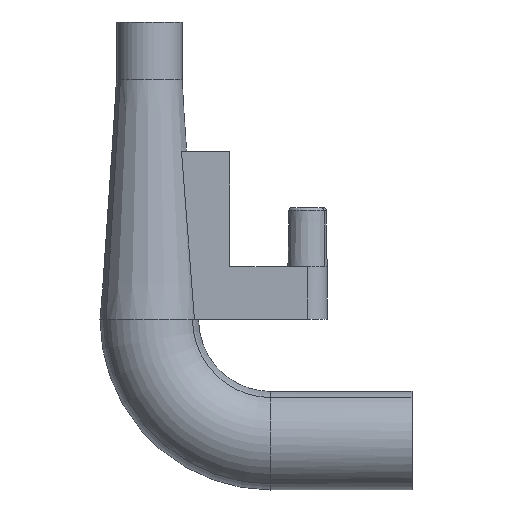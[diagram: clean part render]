
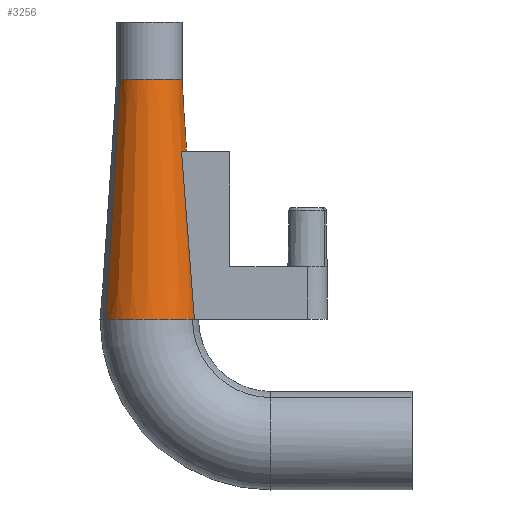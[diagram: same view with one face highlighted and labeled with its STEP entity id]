
A CAD part, left-side view. The second image highlights one B-rep face of the part: STEP entity #3256.
In plain terms, the highlighted conical face has half-angle 3.918 degrees and reference radius 1 mm.
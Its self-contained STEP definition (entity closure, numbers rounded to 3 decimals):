
#3139=AXIS2_PLACEMENT_3D('Circle Axis2P3D',#3137,#3138,$) ;
#3176=AXIS2_PLACEMENT_3D('Cone Axis2P3D',#3173,#3174,#3175) ;
#3222=AXIS2_PLACEMENT_3D('Circle Axis2P3D',#3220,#3221,$) ;
#3229=AXIS2_PLACEMENT_3D('Circle Axis2P3D',#3227,#3228,$) ;
#3244=AXIS2_PLACEMENT_3D('Circle Axis2P3D',#3242,#3243,$) ;
#3134=CARTESIAN_POINT('Vertex',(1.021,8.878,12.5)) ;
#3137=CARTESIAN_POINT('Axis2P3D Location',(1.5,8.,12.5)) ;
#3141=CARTESIAN_POINT('Vertex',(1.979,7.122,12.5)) ;
#3173=CARTESIAN_POINT('Axis2P3D Location',(1.5,8.,12.5)) ;
#3206=CARTESIAN_POINT('Line Origine',(2.099,6.903,8.85)) ;
#3210=CARTESIAN_POINT('Vertex',(2.052,6.99,10.3)) ;
#3213=CARTESIAN_POINT('Line Origine',(0.901,9.097,8.85)) ;
#3217=CARTESIAN_POINT('Vertex',(0.781,9.316,5.2)) ;
#3220=CARTESIAN_POINT('Axis2P3D Location',(1.5,8.,5.2)) ;
#3224=CARTESIAN_POINT('Vertex',(0.781,6.683,5.2)) ;
#3227=CARTESIAN_POINT('Axis2P3D Location',(1.5,8.,5.2)) ;
#3231=CARTESIAN_POINT('Vertex',(0.9,6.625,5.2)) ;
#3235=CARTESIAN_POINT('Control Point',(0.9,7.018,10.3)) ;
#3236=CARTESIAN_POINT('Control Point',(0.9,6.882,8.599)) ;
#3237=CARTESIAN_POINT('Control Point',(0.9,6.752,6.902)) ;
#3238=CARTESIAN_POINT('Control Point',(0.9,6.625,5.2)) ;
#3239=CARTESIAN_POINT('Vertex',(0.9,7.018,10.3)) ;
#3242=CARTESIAN_POINT('Axis2P3D Location',(1.5,8.,10.3)) ;
#3138=DIRECTION('Axis2P3D Direction',(0.,0.,1.)) ;
#3174=DIRECTION('Axis2P3D Direction',(-0.,-0.,-1.)) ;
#3175=DIRECTION('Axis2P3D XDirection',(-0.479,0.878,0.)) ;
#3207=DIRECTION('Vector Direction',(0.033,-0.06,-0.998)) ;
#3214=DIRECTION('Vector Direction',(-0.033,0.06,-0.998)) ;
#3221=DIRECTION('Axis2P3D Direction',(0.,0.,-1.)) ;
#3228=DIRECTION('Axis2P3D Direction',(0.,0.,-1.)) ;
#3243=DIRECTION('Axis2P3D Direction',(0.,0.,-1.)) ;
#3208=VECTOR('Line Direction',#3207,1.) ;
#3215=VECTOR('Line Direction',#3214,1.) ;
#3248=ORIENTED_EDGE('',*,*,#3212,.F.) ;
#3249=ORIENTED_EDGE('',*,*,#3143,.F.) ;
#3250=ORIENTED_EDGE('',*,*,#3219,.T.) ;
#3251=ORIENTED_EDGE('',*,*,#3226,.T.) ;
#3252=ORIENTED_EDGE('',*,*,#3233,.T.) ;
#3253=ORIENTED_EDGE('',*,*,#3241,.F.) ;
#3254=ORIENTED_EDGE('',*,*,#3246,.F.) ;
#3256=ADVANCED_FACE('Hauptkoerper',(#3255),#3177,.T.) ;
#3234=B_SPLINE_CURVE_WITH_KNOTS('',3,(#3235,#3236,#3237,#3238),.UNSPECIFIED.,.F.,.U.,(4,4),(0.,7.242),.UNSPECIFIED.) ;
#3140=CIRCLE('generated circle',#3139,1.) ;
#3223=CIRCLE('generated circle',#3222,1.5) ;
#3230=CIRCLE('generated circle',#3229,1.5) ;
#3245=CIRCLE('generated circle',#3244,1.151) ;
#3177=CONICAL_SURFACE('Cone',#3176,1.,0.068) ;
#3143=EDGE_CURVE('',#3135,#3142,#3140,.T.) ;
#3212=EDGE_CURVE('',#3142,#3211,#3209,.T.) ;
#3219=EDGE_CURVE('',#3135,#3218,#3216,.T.) ;
#3226=EDGE_CURVE('',#3218,#3225,#3223,.F.) ;
#3233=EDGE_CURVE('',#3225,#3232,#3230,.F.) ;
#3241=EDGE_CURVE('',#3240,#3232,#3234,.T.) ;
#3246=EDGE_CURVE('',#3211,#3240,#3245,.T.) ;
#3247=EDGE_LOOP('',(#3248,#3249,#3250,#3251,#3252,#3253,#3254)) ;
#3255=FACE_OUTER_BOUND('',#3247,.T.) ;
#3209=LINE('Line',#3206,#3208) ;
#3216=LINE('Line',#3213,#3215) ;
#3135=VERTEX_POINT('',#3134) ;
#3142=VERTEX_POINT('',#3141) ;
#3211=VERTEX_POINT('',#3210) ;
#3218=VERTEX_POINT('',#3217) ;
#3225=VERTEX_POINT('',#3224) ;
#3232=VERTEX_POINT('',#3231) ;
#3240=VERTEX_POINT('',#3239) ;
